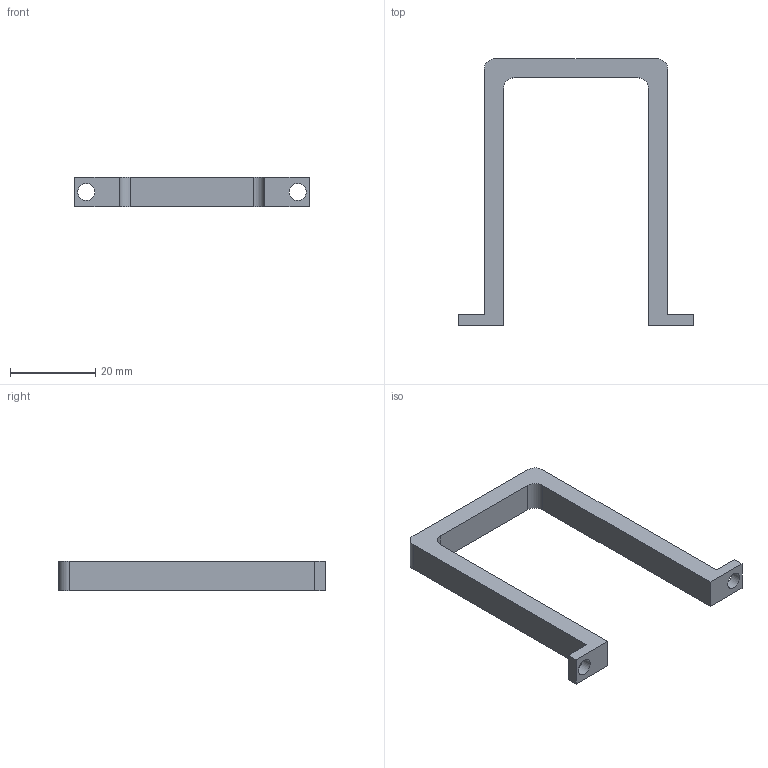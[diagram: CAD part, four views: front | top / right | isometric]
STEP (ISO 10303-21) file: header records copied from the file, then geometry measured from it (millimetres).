
FILE_DESCRIPTION(/* description */ (''),/* implementation_level */ '2;1');
FILE_NAME(/* name */ 'Handle_v3.step',/* time_stamp */ '2024-09-27T23:02:52-04:00',/* author */ (''),/* organization */ (''),/* preprocessor_version */ 'ST-DEVELOPER v20',/* originating_system */ 'Autodesk Translation Framework v13.14.0.145',/* authorisation */ '');
FILE_SCHEMA (('AUTOMOTIVE_DESIGN { 1 0 10303 214 3 1 1 }'));
Length unit declared in the file: millimetre
Products named in the file (1): Handle
Bounding box: 55 x 62.5 x 7 mm (x, y, z)
Volume: 5155.7 mm3; surface area: 3930.5 mm2
Topology: 1 solids, 1 shells, 20 faces, 54 edges, 36 vertices
Faces by surface type: plane 14, cylinder 6
Full cylindrical faces by diameter (mm): 4 x2
Entity records: 671 total; most frequent: CARTESIAN_POINT 111, ORIENTED_EDGE 108, DIRECTION 108, EDGE_CURVE 54, LINE 42, VECTOR 42, VERTEX_POINT 36, AXIS2_PLACEMENT_3D 33
